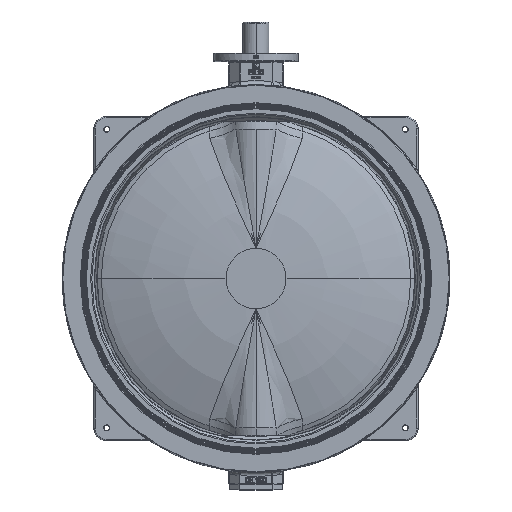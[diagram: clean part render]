
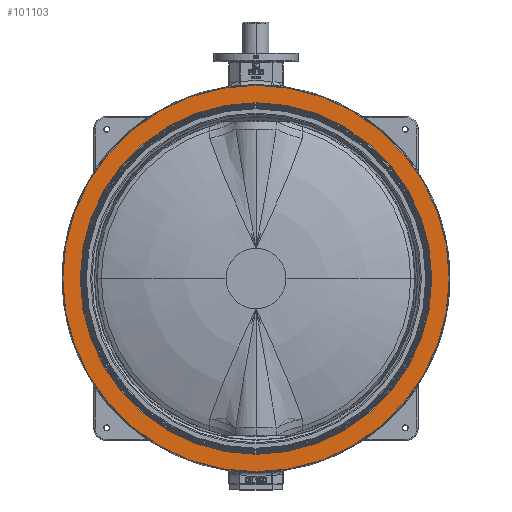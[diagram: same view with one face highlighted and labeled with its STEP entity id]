
A CAD part, top view. The second image highlights one B-rep face of the part: STEP entity #101103.
In plain terms, the highlighted planar face has unit normal (0, 0, 1).
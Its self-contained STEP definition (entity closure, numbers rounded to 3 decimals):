
#6088 = EDGE_CURVE ( 'NONE', #39790, #39788, #68565, .T. ) ;
#11426 = CARTESIAN_POINT ( 'NONE',  ( 958.174, 0., 159. ) ) ;
#11579 = CARTESIAN_POINT ( 'NONE',  ( 871.5, 0., 159. ) ) ;
#11580 = CARTESIAN_POINT ( 'NONE',  ( -871.5, 0., 159. ) ) ;
#14248 = AXIS2_PLACEMENT_3D ( 'NONE', #78671, #78673, #78675 ) ;
#17147 = CARTESIAN_POINT ( 'NONE',  ( 0., 0., 159. ) ) ;
#17149 = DIRECTION ( 'NONE',  ( 0., 0., -1. ) ) ;
#17151 = DIRECTION ( 'NONE',  ( -1., 0., 0. ) ) ;
#17155 = CARTESIAN_POINT ( 'NONE',  ( 0., 0., 159. ) ) ;
#17157 = DIRECTION ( 'NONE',  ( 0., 0., 1. ) ) ;
#17159 = DIRECTION ( 'NONE',  ( 1., 0., 0. ) ) ;
#25554 = AXIS2_PLACEMENT_3D ( 'NONE', #52875, #52876, #52878 ) ;
#26610 = AXIS2_PLACEMENT_3D ( 'NONE', #17147, #17149, #17151 ) ;
#26612 = AXIS2_PLACEMENT_3D ( 'NONE', #17155, #17157, #17159 ) ;
#30097 = EDGE_CURVE ( 'NONE', #39788, #39790, #89219, .T. ) ;
#30099 = EDGE_CURVE ( 'NONE', #94418, #39469, #89229, .T. ) ;
#39469 = VERTEX_POINT ( 'NONE', #11426 ) ;
#39788 = VERTEX_POINT ( 'NONE', #11579 ) ;
#39790 = VERTEX_POINT ( 'NONE', #11580 ) ;
#41546 = FACE_BOUND ( 'NONE', #94590, .T. ) ;
#41550 = FACE_OUTER_BOUND ( 'NONE', #94556, .T. ) ;
#43383 = PLANE ( 'NONE',  #60775 ) ;
#43390 = CARTESIAN_POINT ( 'NONE',  ( 0., 874., 159. ) ) ;
#43391 = DIRECTION ( 'NONE',  ( 0., 0., 1. ) ) ;
#43392 = DIRECTION ( 'NONE',  ( 1., 0., 0. ) ) ;
#52875 = CARTESIAN_POINT ( 'NONE',  ( 0., 0., 159. ) ) ;
#52876 = DIRECTION ( 'NONE',  ( 0., 0., -1. ) ) ;
#52878 = DIRECTION ( 'NONE',  ( -1., 0., 0. ) ) ;
#60775 = AXIS2_PLACEMENT_3D ( 'NONE', #43390, #43391, #43392 ) ;
#68565 = CIRCLE ( 'NONE', #25554, 871.5 ) ;
#74252 = CARTESIAN_POINT ( 'NONE',  ( -958.174, 0., 159. ) ) ;
#75133 = CIRCLE ( 'NONE', #14248, 958.174 ) ;
#78671 = CARTESIAN_POINT ( 'NONE',  ( 0., 0., 159. ) ) ;
#78673 = DIRECTION ( 'NONE',  ( 0., 0., 1. ) ) ;
#78675 = DIRECTION ( 'NONE',  ( 1., 0., 0. ) ) ;
#89219 = CIRCLE ( 'NONE', #26610, 871.5 ) ;
#89229 = CIRCLE ( 'NONE', #26612, 958.174 ) ;
#94418 = VERTEX_POINT ( 'NONE', #74252 ) ;
#94556 = EDGE_LOOP ( 'NONE', ( #95791, #95792 ) ) ;
#94590 = EDGE_LOOP ( 'NONE', ( #95789, #95790 ) ) ;
#95355 = EDGE_CURVE ( 'NONE', #39469, #94418, #75133, .T. ) ;
#95789 = ORIENTED_EDGE ( 'NONE', *, *, #6088, .T. ) ;
#95790 = ORIENTED_EDGE ( 'NONE', *, *, #30097, .T. ) ;
#95791 = ORIENTED_EDGE ( 'NONE', *, *, #30099, .T. ) ;
#95792 = ORIENTED_EDGE ( 'NONE', *, *, #95355, .T. ) ;
#101103 = ADVANCED_FACE ( 'NONE', ( #41546, #41550 ), #43383, .T. ) ;
